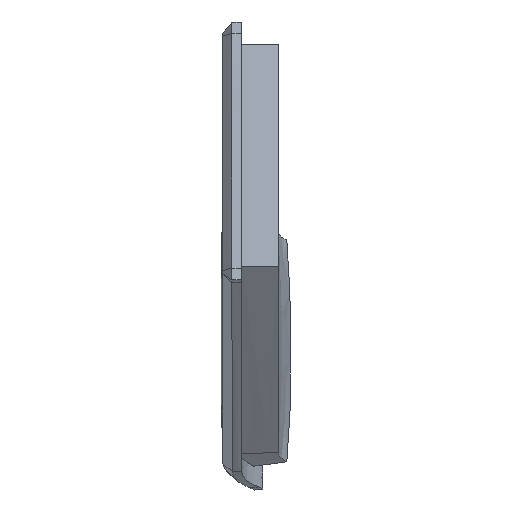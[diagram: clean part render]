
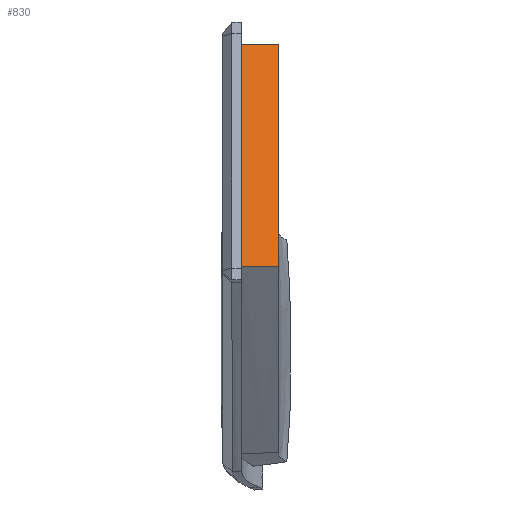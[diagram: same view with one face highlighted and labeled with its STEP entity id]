
A CAD part, left-side view. The second image highlights one B-rep face of the part: STEP entity #830.
In plain terms, the highlighted free-form (B-spline) face has degree [3, 3] with [4, 4] control points.
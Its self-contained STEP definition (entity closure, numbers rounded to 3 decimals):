
#62=FACE_OUTER_BOUND('',#114,.T.);
#114=EDGE_LOOP('',(#711,#712,#713,#714));
#253=B_SPLINE_CURVE_WITH_KNOTS('',3,(#7233,#7234,#7235,#7236,#7237,#7238,
#7239,#7240,#7241,#7242,#7243,#7244,#7245,#7246,#7247,#7248),
 .UNSPECIFIED.,.F.,.F.,(4,3,3,3,3,4),(0.,0.081,
0.139,0.162,0.238,0.313),
 .UNSPECIFIED.);
#261=B_SPLINE_CURVE_WITH_KNOTS('',3,(#7945,#7946,#7947,#7948,#7949,#7950),
 .UNSPECIFIED.,.F.,.F.,(4,2,4),(0.103,0.153,0.303),
 .UNSPECIFIED.);
#262=B_SPLINE_CURVE_WITH_KNOTS('',3,(#7968,#7969,#7970,#7971,#7972,#7973,
#7974,#7975,#7976,#7977,#7978,#7979,#7980,#7981,#7982,#7983,#7984,#7985,
#7986,#7987,#7988,#7989,#7990,#7991,#7992,#7993,#7994,#7995,#7996,#7997,
#7998,#7999,#8000,#8001,#8002,#8003,#8004,#8005,#8006,#8007),
 .UNSPECIFIED.,.F.,.F.,(4,3,3,3,3,3,3,3,3,3,3,3,3,4),(-1.108,
-1.105,-1.067,-1.028,-0.999,
-0.926,-0.88,-0.795,-0.689,
-0.626,-0.282,-0.102,-0.064,
-0.036),.UNSPECIFIED.);
#263=B_SPLINE_CURVE_WITH_KNOTS('',3,(#8008,#8009,#8010,#8011,#8012,#8013),
 .UNSPECIFIED.,.F.,.F.,(4,2,4),(0.003,0.153,0.203),
 .UNSPECIFIED.);
#339=VERTEX_POINT('',#7173);
#340=VERTEX_POINT('',#7232);
#345=VERTEX_POINT('',#7850);
#346=VERTEX_POINT('',#7967);
#455=EDGE_CURVE('',#339,#340,#253,.T.);
#469=EDGE_CURVE('',#345,#339,#261,.F.);
#470=EDGE_CURVE('',#345,#346,#262,.T.);
#471=EDGE_CURVE('',#346,#340,#263,.T.);
#711=ORIENTED_EDGE('',*,*,#455,.F.);
#712=ORIENTED_EDGE('',*,*,#469,.F.);
#713=ORIENTED_EDGE('',*,*,#470,.T.);
#714=ORIENTED_EDGE('',*,*,#471,.T.);
#779=B_SPLINE_SURFACE_WITH_KNOTS('',3,3,((#7951,#7952,#7953,#7954),(#7955,
#7956,#7957,#7958),(#7959,#7960,#7961,#7962),(#7963,#7964,#7965,#7966)),
 .UNSPECIFIED.,.F.,.F.,.F.,(4,4),(4,4),(-0.668,0.568),
(-0.2,0.),.UNSPECIFIED.);
#830=ADVANCED_FACE('',(#62),#779,.T.);
#7173=CARTESIAN_POINT('',(43.989,33.527,79.135));
#7232=CARTESIAN_POINT('',(47.185,33.527,91.063));
#7233=CARTESIAN_POINT('Ctrl Pts',(43.989,33.527,79.135));
#7234=CARTESIAN_POINT('Ctrl Pts',(44.059,33.527,79.397));
#7235=CARTESIAN_POINT('Ctrl Pts',(44.227,33.527,80.023));
#7236=CARTESIAN_POINT('Ctrl Pts',(44.493,33.527,81.016));
#7237=CARTESIAN_POINT('Ctrl Pts',(44.685,33.527,81.733));
#7238=CARTESIAN_POINT('Ctrl Pts',(44.929,33.527,82.641));
#7239=CARTESIAN_POINT('Ctrl Pts',(45.223,33.527,83.742));
#7240=CARTESIAN_POINT('Ctrl Pts',(45.337,33.527,84.166));
#7241=CARTESIAN_POINT('Ctrl Pts',(45.458,33.527,84.618));
#7242=CARTESIAN_POINT('Ctrl Pts',(45.587,33.527,85.099));
#7243=CARTESIAN_POINT('Ctrl Pts',(46.025,33.527,86.733));
#7244=CARTESIAN_POINT('Ctrl Pts',(46.383,33.527,88.069));
#7245=CARTESIAN_POINT('Ctrl Pts',(46.653,33.527,89.078));
#7246=CARTESIAN_POINT('Ctrl Pts',(46.917,33.527,90.063));
#7247=CARTESIAN_POINT('Ctrl Pts',(47.097,33.527,90.735));
#7248=CARTESIAN_POINT('Ctrl Pts',(47.185,33.527,91.063));
#7850=CARTESIAN_POINT('',(43.985,31.528,79.134));
#7945=CARTESIAN_POINT('Ctrl Pts',(43.989,33.527,79.135));
#7946=CARTESIAN_POINT('Ctrl Pts',(43.989,33.361,79.135));
#7947=CARTESIAN_POINT('Ctrl Pts',(43.988,33.194,79.135));
#7948=CARTESIAN_POINT('Ctrl Pts',(43.987,32.527,79.134));
#7949=CARTESIAN_POINT('Ctrl Pts',(43.986,32.027,79.134));
#7950=CARTESIAN_POINT('Ctrl Pts',(43.985,31.528,79.134));
#7951=CARTESIAN_POINT('Ctrl Pts',(43.985,31.527,79.134));
#7952=CARTESIAN_POINT('Ctrl Pts',(43.986,32.194,79.133));
#7953=CARTESIAN_POINT('Ctrl Pts',(43.987,32.861,79.133));
#7954=CARTESIAN_POINT('Ctrl Pts',(43.988,33.528,79.133));
#7955=CARTESIAN_POINT('Ctrl Pts',(45.055,31.527,83.138));
#7956=CARTESIAN_POINT('Ctrl Pts',(45.058,32.193,83.137));
#7957=CARTESIAN_POINT('Ctrl Pts',(45.051,32.86,83.111));
#7958=CARTESIAN_POINT('Ctrl Pts',(45.054,33.527,83.11));
#7959=CARTESIAN_POINT('Ctrl Pts',(46.108,31.526,87.066));
#7960=CARTESIAN_POINT('Ctrl Pts',(46.111,32.193,87.066));
#7961=CARTESIAN_POINT('Ctrl Pts',(46.116,32.86,87.088));
#7962=CARTESIAN_POINT('Ctrl Pts',(46.12,33.527,87.088));
#7963=CARTESIAN_POINT('Ctrl Pts',(47.183,31.527,91.066));
#7964=CARTESIAN_POINT('Ctrl Pts',(47.184,32.194,91.066));
#7965=CARTESIAN_POINT('Ctrl Pts',(47.185,32.861,91.066));
#7966=CARTESIAN_POINT('Ctrl Pts',(47.186,33.527,91.065));
#7967=CARTESIAN_POINT('',(47.183,31.527,91.066));
#7968=CARTESIAN_POINT('Ctrl Pts',(43.985,31.528,79.134));
#7969=CARTESIAN_POINT('Ctrl Pts',(43.987,31.527,79.142));
#7970=CARTESIAN_POINT('Ctrl Pts',(43.99,31.527,79.15));
#7971=CARTESIAN_POINT('Ctrl Pts',(43.992,31.527,79.158));
#7972=CARTESIAN_POINT('Ctrl Pts',(44.024,31.527,79.28));
#7973=CARTESIAN_POINT('Ctrl Pts',(44.057,31.527,79.403));
#7974=CARTESIAN_POINT('Ctrl Pts',(44.089,31.527,79.524));
#7975=CARTESIAN_POINT('Ctrl Pts',(44.123,31.527,79.648));
#7976=CARTESIAN_POINT('Ctrl Pts',(44.157,31.527,79.775));
#7977=CARTESIAN_POINT('Ctrl Pts',(44.194,31.527,79.917));
#7978=CARTESIAN_POINT('Ctrl Pts',(44.222,31.527,80.02));
#7979=CARTESIAN_POINT('Ctrl Pts',(44.252,31.527,80.132));
#7980=CARTESIAN_POINT('Ctrl Pts',(44.285,31.527,80.255));
#7981=CARTESIAN_POINT('Ctrl Pts',(44.369,31.527,80.569));
#7982=CARTESIAN_POINT('Ctrl Pts',(44.451,31.527,80.878));
#7983=CARTESIAN_POINT('Ctrl Pts',(44.53,31.527,81.173));
#7984=CARTESIAN_POINT('Ctrl Pts',(44.58,31.527,81.359));
#7985=CARTESIAN_POINT('Ctrl Pts',(44.628,31.527,81.54));
#7986=CARTESIAN_POINT('Ctrl Pts',(44.674,31.527,81.712));
#7987=CARTESIAN_POINT('Ctrl Pts',(44.758,31.527,82.025));
#7988=CARTESIAN_POINT('Ctrl Pts',(44.844,31.527,82.348));
#7989=CARTESIAN_POINT('Ctrl Pts',(44.932,31.527,82.673));
#7990=CARTESIAN_POINT('Ctrl Pts',(45.042,31.527,83.085));
#7991=CARTESIAN_POINT('Ctrl Pts',(45.153,31.527,83.501));
#7992=CARTESIAN_POINT('Ctrl Pts',(45.262,31.527,83.909));
#7993=CARTESIAN_POINT('Ctrl Pts',(45.327,31.527,84.149));
#7994=CARTESIAN_POINT('Ctrl Pts',(45.39,31.527,84.385));
#7995=CARTESIAN_POINT('Ctrl Pts',(45.452,31.527,84.617));
#7996=CARTESIAN_POINT('Ctrl Pts',(45.792,31.527,85.884));
#7997=CARTESIAN_POINT('Ctrl Pts',(46.131,31.527,87.15));
#7998=CARTESIAN_POINT('Ctrl Pts',(46.472,31.527,88.421));
#7999=CARTESIAN_POINT('Ctrl Pts',(46.652,31.527,89.089));
#8000=CARTESIAN_POINT('Ctrl Pts',(46.831,31.527,89.759));
#8001=CARTESIAN_POINT('Ctrl Pts',(47.012,31.527,90.43));
#8002=CARTESIAN_POINT('Ctrl Pts',(47.049,31.527,90.57));
#8003=CARTESIAN_POINT('Ctrl Pts',(47.082,31.527,90.692));
#8004=CARTESIAN_POINT('Ctrl Pts',(47.113,31.527,90.809));
#8005=CARTESIAN_POINT('Ctrl Pts',(47.137,31.527,90.896));
#8006=CARTESIAN_POINT('Ctrl Pts',(47.159,31.527,90.98));
#8007=CARTESIAN_POINT('Ctrl Pts',(47.183,31.527,91.066));
#8008=CARTESIAN_POINT('Ctrl Pts',(47.183,31.527,91.066));
#8009=CARTESIAN_POINT('Ctrl Pts',(47.183,32.027,91.066));
#8010=CARTESIAN_POINT('Ctrl Pts',(47.184,32.527,91.065));
#8011=CARTESIAN_POINT('Ctrl Pts',(47.185,33.194,91.064));
#8012=CARTESIAN_POINT('Ctrl Pts',(47.185,33.361,91.064));
#8013=CARTESIAN_POINT('Ctrl Pts',(47.185,33.527,91.063));
